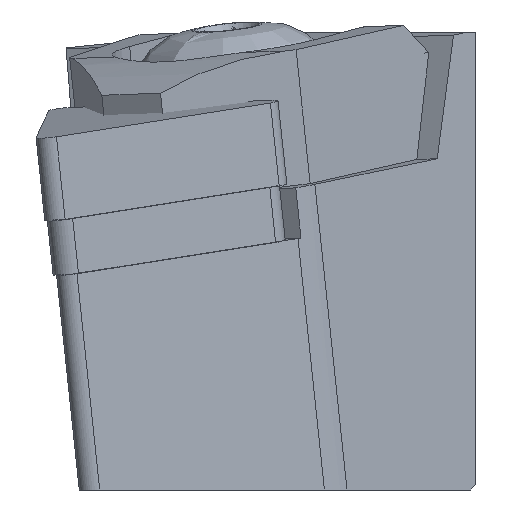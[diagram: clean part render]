
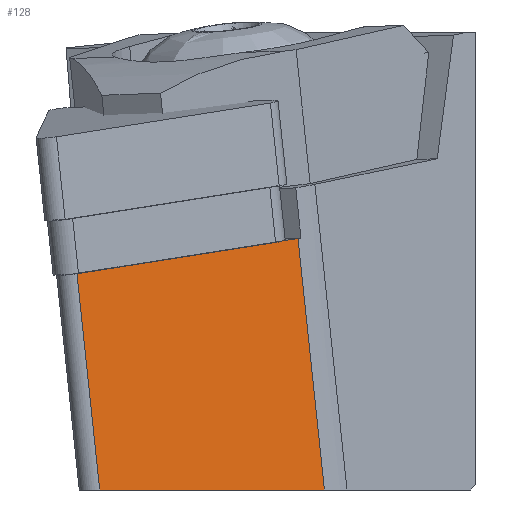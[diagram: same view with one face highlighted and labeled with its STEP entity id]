
A CAD part, left-side view. The second image highlights one B-rep face of the part: STEP entity #128.
In plain terms, the highlighted planar face has unit normal (-0.891, -0.452, -0.047).
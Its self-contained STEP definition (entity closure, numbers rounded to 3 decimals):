
#128=ADVANCED_FACE('',(#292),#218,.F.);
#218=PLANE('',#1685);
#292=FACE_OUTER_BOUND('',#379,.T.);
#379=EDGE_LOOP('',(#512,#513,#514,#515,#516));
#512=ORIENTED_EDGE('',*,*,#1113,.F.);
#513=ORIENTED_EDGE('',*,*,#1114,.F.);
#514=ORIENTED_EDGE('',*,*,#1112,.F.);
#515=ORIENTED_EDGE('',*,*,#1115,.F.);
#516=ORIENTED_EDGE('',*,*,#1099,.T.);
#951=VERTEX_POINT('',#2282);
#952=VERTEX_POINT('',#2284);
#958=VERTEX_POINT('',#2304);
#959=VERTEX_POINT('',#2306);
#960=VERTEX_POINT('',#2310);
#1099=EDGE_CURVE('',#952,#951,#1327,.T.);
#1112=EDGE_CURVE('',#959,#958,#1337,.T.);
#1113=EDGE_CURVE('',#960,#951,#1338,.T.);
#1114=EDGE_CURVE('',#958,#960,#1339,.T.);
#1115=EDGE_CURVE('',#952,#959,#1340,.T.);
#1327=LINE('',#2283,#1510);
#1337=LINE('',#2307,#1520);
#1338=LINE('',#2309,#1521);
#1339=LINE('',#2311,#1522);
#1340=LINE('',#2312,#1523);
#1510=VECTOR('',#1831,1.);
#1520=VECTOR('',#1853,1.);
#1521=VECTOR('',#1856,1.);
#1522=VECTOR('',#1857,1.);
#1523=VECTOR('',#1858,1.);
#1685=AXIS2_PLACEMENT_3D('',#2313,#1859,#1860);
#1831=DIRECTION('',(-0.105,0.104,0.989));
#1853=DIRECTION('',(-0.105,0.104,0.989));
#1856=DIRECTION('',(0.442,-0.886,0.14));
#1857=DIRECTION('',(0.442,-0.886,0.14));
#1858=DIRECTION('',(-0.452,0.892,0.));
#1859=DIRECTION('',(0.891,0.452,0.047));
#1860=DIRECTION('',(0.452,-0.892,0.));
#2282=CARTESIAN_POINT('',(7.693,10.114,-5.707));
#2283=CARTESIAN_POINT('',(9.477,8.34,-22.58));
#2284=CARTESIAN_POINT('',(9.204,8.611,-20.));
#2304=CARTESIAN_POINT('',(1.43,22.678,-7.689));
#2306=CARTESIAN_POINT('',(2.731,21.384,-20.));
#2307=CARTESIAN_POINT('',(3.213,20.905,-24.563));
#2309=CARTESIAN_POINT('',(1.43,22.678,-7.689));
#2310=CARTESIAN_POINT('',(7.28,10.942,-5.837));
#2311=CARTESIAN_POINT('',(1.43,22.678,-7.689));
#2312=CARTESIAN_POINT('',(3.023,20.808,-20.));
#2313=CARTESIAN_POINT('',(3.213,20.905,-24.563));
